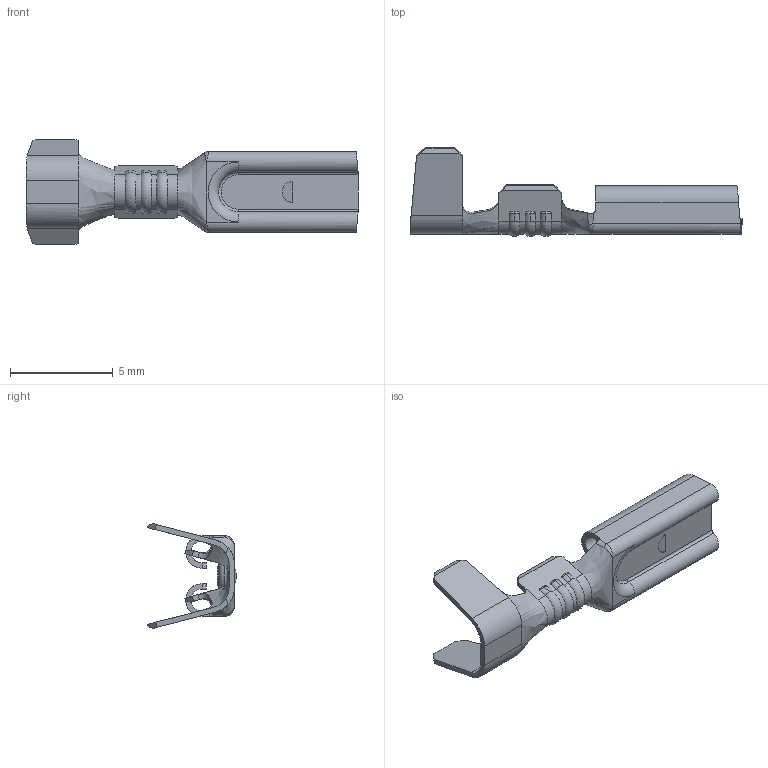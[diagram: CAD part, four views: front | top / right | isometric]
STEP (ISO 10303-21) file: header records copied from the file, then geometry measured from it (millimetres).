
FILE_DESCRIPTION (( 'STEP AP203' ), '1' );
FILE_NAME ('07269.STEP', '2018-07-13T19:03:22', ( '' ), ( '' ), 'SwSTEP 2.0', 'SolidWorks 2017', '' );
FILE_SCHEMA (( 'CONFIG_CONTROL_DESIGN' ));
Length unit declared in the file: inch
Products named in the file (1): 07269
Bounding box: 16.13 x 4.31 x 5.08 mm (x, y, z)
Volume: 33.9 mm3; surface area: 289.4 mm2
Topology: 1 solids, 1 shells, 182 faces, 477 edges, 297 vertices
Faces by surface type: plane 85, cylinder 44, bspline 28, torus 19, cone 6
Entity records: 6991 total; most frequent: CARTESIAN_POINT 2715, ORIENTED_EDGE 950, DIRECTION 770, EDGE_CURVE 475, VERTEX_POINT 297, VECTOR 260, LINE 260, AXIS2_PLACEMENT_3D 255
